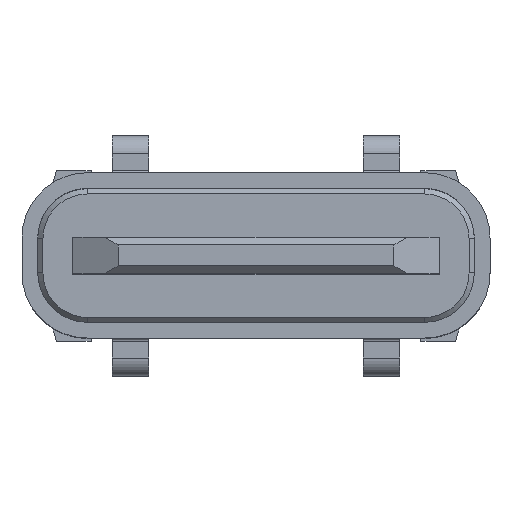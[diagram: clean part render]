
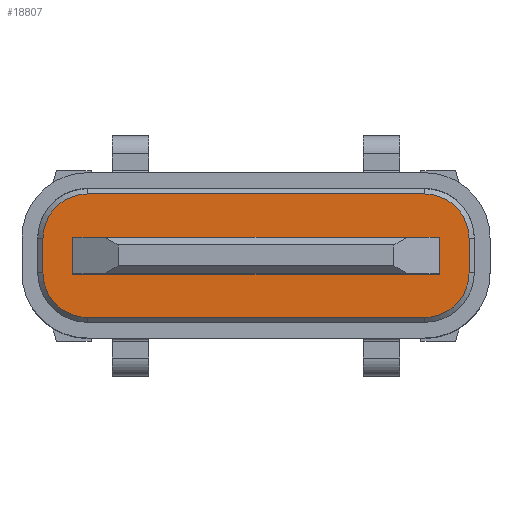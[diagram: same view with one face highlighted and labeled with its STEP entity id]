
A CAD part, top view. The second image highlights one B-rep face of the part: STEP entity #18807.
In plain terms, the highlighted planar face has unit normal (0, 0, 1).
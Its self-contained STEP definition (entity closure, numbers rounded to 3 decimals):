
#692 = AXIS2_PLACEMENT_3D ( 'NONE', #5305, #18893, #14310 ) ;
#825 = LINE ( 'NONE', #18831, #2958 ) ;
#981 = EDGE_CURVE ( 'NONE', #4388, #14896, #23545, .T. ) ;
#1121 = CARTESIAN_POINT ( 'NONE',  ( 3.5, -0.35, -0.865 ) ) ;
#1163 = CIRCLE ( 'NONE', #692, 0.85 ) ;
#1582 = CARTESIAN_POINT ( 'NONE',  ( 3.5, 0.35, -0.865 ) ) ;
#1830 = DIRECTION ( 'NONE',  ( -1., 0., 0. ) ) ;
#1888 = CARTESIAN_POINT ( 'NONE',  ( 4.07, -0.33, -0.865 ) ) ;
#1890 = VERTEX_POINT ( 'NONE', #10129 ) ;
#2264 = CIRCLE ( 'NONE', #23920, 0.85 ) ;
#2554 = ORIENTED_EDGE ( 'NONE', *, *, #24902, .T. ) ;
#2958 = VECTOR ( 'NONE', #25151, 1000. ) ;
#2998 = ORIENTED_EDGE ( 'NONE', *, *, #25567, .T. ) ;
#3185 = FACE_OUTER_BOUND ( 'NONE', #16435, .T. ) ;
#3292 = CIRCLE ( 'NONE', #8441, 0.85 ) ;
#3325 = LINE ( 'NONE', #1121, #20871 ) ;
#3356 = LINE ( 'NONE', #1582, #23119 ) ;
#3474 = DIRECTION ( 'NONE',  ( 0., 0., -1. ) ) ;
#3791 = ORIENTED_EDGE ( 'NONE', *, *, #19698, .T. ) ;
#3888 = CARTESIAN_POINT ( 'NONE',  ( -3.22, -0.33, -0.865 ) ) ;
#4021 = VERTEX_POINT ( 'NONE', #1888 ) ;
#4041 = DIRECTION ( 'NONE',  ( 0., 0., 1. ) ) ;
#4118 = VERTEX_POINT ( 'NONE', #7311 ) ;
#4379 = CARTESIAN_POINT ( 'NONE',  ( -3.22, -1.18, -0.865 ) ) ;
#4388 = VERTEX_POINT ( 'NONE', #14046 ) ;
#4761 = VERTEX_POINT ( 'NONE', #10288 ) ;
#5111 = EDGE_CURVE ( 'NONE', #25009, #4118, #3325, .T. ) ;
#5119 = ORIENTED_EDGE ( 'NONE', *, *, #8433, .T. ) ;
#5189 = CARTESIAN_POINT ( 'NONE',  ( 4.07, 0.33, -0.865 ) ) ;
#5305 = CARTESIAN_POINT ( 'NONE',  ( -3.22, 0.33, -0.865 ) ) ;
#5663 = LINE ( 'NONE', #10209, #14335 ) ;
#5872 = AXIS2_PLACEMENT_3D ( 'NONE', #14684, #3474, #24260 ) ;
#5941 = EDGE_CURVE ( 'NONE', #4118, #28217, #5663, .T. ) ;
#6104 = CARTESIAN_POINT ( 'NONE',  ( 3.22, -1.18, -0.865 ) ) ;
#7017 = VECTOR ( 'NONE', #23966, 1000. ) ;
#7171 = FACE_BOUND ( 'NONE', #10667, .T. ) ;
#7238 = DIRECTION ( 'NONE',  ( -1., 0., 0. ) ) ;
#7311 = CARTESIAN_POINT ( 'NONE',  ( 3.5, -0.35, -0.865 ) ) ;
#8433 = EDGE_CURVE ( 'NONE', #4021, #21699, #16725, .T. ) ;
#8441 = AXIS2_PLACEMENT_3D ( 'NONE', #3888, #4041, #1830 ) ;
#8621 = VERTEX_POINT ( 'NONE', #26846 ) ;
#10129 = CARTESIAN_POINT ( 'NONE',  ( -3.22, -1.18, -0.865 ) ) ;
#10209 = CARTESIAN_POINT ( 'NONE',  ( 3.5, -0.35, -0.865 ) ) ;
#10223 = EDGE_CURVE ( 'NONE', #4761, #25009, #825, .T. ) ;
#10288 = CARTESIAN_POINT ( 'NONE',  ( -3.5, 0.35, -0.865 ) ) ;
#10532 = VECTOR ( 'NONE', #27292, 1000. ) ;
#10565 = DIRECTION ( 'NONE',  ( -1., 0., 0. ) ) ;
#10577 = VECTOR ( 'NONE', #16286, 1000. ) ;
#10667 = EDGE_LOOP ( 'NONE', ( #12069, #27877, #26995, #18177 ) ) ;
#10725 = CARTESIAN_POINT ( 'NONE',  ( -3.5, -0.35, -0.865 ) ) ;
#10805 = CARTESIAN_POINT ( 'NONE',  ( -3.22, 1.18, -0.865 ) ) ;
#12069 = ORIENTED_EDGE ( 'NONE', *, *, #21450, .F. ) ;
#12084 = CARTESIAN_POINT ( 'NONE',  ( 3.22, -0.33, -0.865 ) ) ;
#12166 = PLANE ( 'NONE',  #5872 ) ;
#12906 = CARTESIAN_POINT ( 'NONE',  ( -4.07, -0.33, -0.865 ) ) ;
#13310 = ORIENTED_EDGE ( 'NONE', *, *, #21701, .T. ) ;
#14046 = CARTESIAN_POINT ( 'NONE',  ( 3.22, 1.18, -0.865 ) ) ;
#14310 = DIRECTION ( 'NONE',  ( -1., 0., 0. ) ) ;
#14335 = VECTOR ( 'NONE', #19248, 1000. ) ;
#14684 = CARTESIAN_POINT ( 'NONE',  ( -3.22, 0.33, -0.865 ) ) ;
#14896 = VERTEX_POINT ( 'NONE', #10805 ) ;
#15283 = CARTESIAN_POINT ( 'NONE',  ( 4.07, 0.33, -0.865 ) ) ;
#15739 = CIRCLE ( 'NONE', #27511, 0.85 ) ;
#15779 = ORIENTED_EDGE ( 'NONE', *, *, #28317, .T. ) ;
#16286 = DIRECTION ( 'NONE',  ( 0., 1., 0. ) ) ;
#16435 = EDGE_LOOP ( 'NONE', ( #15779, #2998, #5119, #3791, #17704, #24825, #2554, #13310 ) ) ;
#16725 = LINE ( 'NONE', #5189, #10577 ) ;
#17226 = DIRECTION ( 'NONE',  ( 0., 0., 1. ) ) ;
#17704 = ORIENTED_EDGE ( 'NONE', *, *, #981, .T. ) ;
#18177 = ORIENTED_EDGE ( 'NONE', *, *, #10223, .F. ) ;
#18524 = EDGE_CURVE ( 'NONE', #14896, #8621, #1163, .T. ) ;
#18741 = LINE ( 'NONE', #27734, #10532 ) ;
#18807 = ADVANCED_FACE ( 'NONE', ( #3185, #7171 ), #12166, .F. ) ;
#18831 = CARTESIAN_POINT ( 'NONE',  ( -3.5, -0.35, -0.865 ) ) ;
#18893 = DIRECTION ( 'NONE',  ( 0., 0., 1. ) ) ;
#19248 = DIRECTION ( 'NONE',  ( 0., 1., 0. ) ) ;
#19410 = CARTESIAN_POINT ( 'NONE',  ( 3.22, 0.33, -0.865 ) ) ;
#19698 = EDGE_CURVE ( 'NONE', #21699, #4388, #2264, .T. ) ;
#20871 = VECTOR ( 'NONE', #26272, 1000. ) ;
#21450 = EDGE_CURVE ( 'NONE', #28217, #4761, #3356, .T. ) ;
#21686 = VERTEX_POINT ( 'NONE', #6104 ) ;
#21699 = VERTEX_POINT ( 'NONE', #15283 ) ;
#21701 = EDGE_CURVE ( 'NONE', #22443, #1890, #3292, .T. ) ;
#22443 = VERTEX_POINT ( 'NONE', #12906 ) ;
#23119 = VECTOR ( 'NONE', #10565, 1000. ) ;
#23545 = LINE ( 'NONE', #26324, #7017 ) ;
#23920 = AXIS2_PLACEMENT_3D ( 'NONE', #19410, #17226, #26196 ) ;
#23966 = DIRECTION ( 'NONE',  ( -1., 0., 0. ) ) ;
#24260 = DIRECTION ( 'NONE',  ( -1., 0., 0. ) ) ;
#24578 = LINE ( 'NONE', #4379, #29005 ) ;
#24825 = ORIENTED_EDGE ( 'NONE', *, *, #18524, .T. ) ;
#24902 = EDGE_CURVE ( 'NONE', #8621, #22443, #18741, .T. ) ;
#25009 = VERTEX_POINT ( 'NONE', #10725 ) ;
#25151 = DIRECTION ( 'NONE',  ( 0., -1., 0. ) ) ;
#25567 = EDGE_CURVE ( 'NONE', #21686, #4021, #15739, .T. ) ;
#26196 = DIRECTION ( 'NONE',  ( -1., 0., 0. ) ) ;
#26272 = DIRECTION ( 'NONE',  ( 1., 0., 0. ) ) ;
#26324 = CARTESIAN_POINT ( 'NONE',  ( -3.22, 1.18, -0.865 ) ) ;
#26846 = CARTESIAN_POINT ( 'NONE',  ( -4.07, 0.33, -0.865 ) ) ;
#26995 = ORIENTED_EDGE ( 'NONE', *, *, #5111, .F. ) ;
#27292 = DIRECTION ( 'NONE',  ( 0., -1., 0. ) ) ;
#27454 = DIRECTION ( 'NONE',  ( 0., 0., 1. ) ) ;
#27511 = AXIS2_PLACEMENT_3D ( 'NONE', #12084, #27454, #7238 ) ;
#27734 = CARTESIAN_POINT ( 'NONE',  ( -4.07, -0.33, -0.865 ) ) ;
#27877 = ORIENTED_EDGE ( 'NONE', *, *, #5941, .F. ) ;
#28179 = CARTESIAN_POINT ( 'NONE',  ( 3.5, 0.35, -0.865 ) ) ;
#28217 = VERTEX_POINT ( 'NONE', #28179 ) ;
#28317 = EDGE_CURVE ( 'NONE', #1890, #21686, #24578, .T. ) ;
#29005 = VECTOR ( 'NONE', #29052, 1000. ) ;
#29052 = DIRECTION ( 'NONE',  ( 1., 0., 0. ) ) ;
